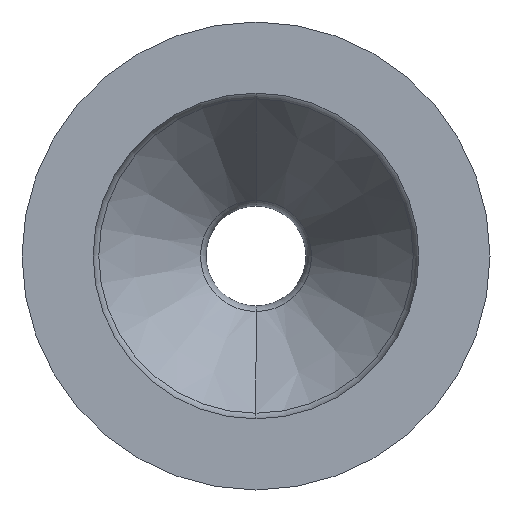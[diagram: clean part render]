
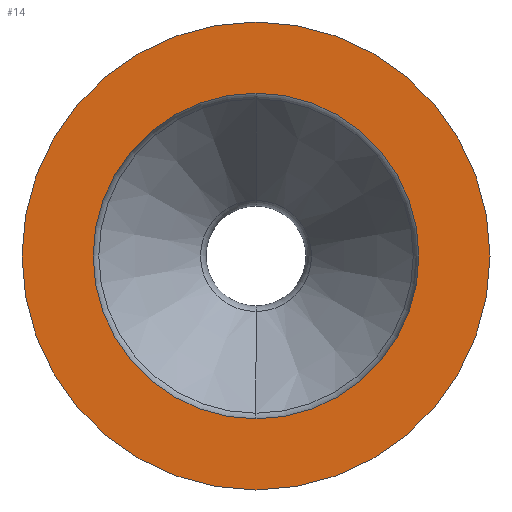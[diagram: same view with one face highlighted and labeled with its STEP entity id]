
A CAD part, left-side view. The second image highlights one B-rep face of the part: STEP entity #14.
In plain terms, the highlighted planar face has unit normal (-1, 0, 0).
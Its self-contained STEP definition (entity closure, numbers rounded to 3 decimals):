
#14 = ADVANCED_FACE ( 'NONE', ( #162, #175 ), #656, .F. ) ;
#59 = EDGE_CURVE ( 'NONE', #855, #680, #138, .T. ) ;
#64 = DIRECTION ( 'NONE',  ( 0., 0., 1. ) ) ;
#71 = DIRECTION ( 'NONE',  ( -1., 0., 0. ) ) ;
#72 = CIRCLE ( 'NONE', #523, 26.1 ) ;
#79 = CARTESIAN_POINT ( 'NONE',  ( 0., 0., 0. ) ) ;
#81 = CARTESIAN_POINT ( 'NONE',  ( 0., 0., -37.5 ) ) ;
#138 = CIRCLE ( 'NONE', #737, 37.5 ) ;
#151 = AXIS2_PLACEMENT_3D ( 'NONE', #79, #71, #64 ) ;
#162 = FACE_BOUND ( 'NONE', #297, .T. ) ;
#175 = FACE_OUTER_BOUND ( 'NONE', #258, .T. ) ;
#200 = CARTESIAN_POINT ( 'NONE',  ( 0., 0., 26.1 ) ) ;
#244 = CARTESIAN_POINT ( 'NONE',  ( 0., 0., -26.1 ) ) ;
#258 = EDGE_LOOP ( 'NONE', ( #588, #589 ) ) ;
#270 = DIRECTION ( 'NONE',  ( 0., 0., 1. ) ) ;
#272 = DIRECTION ( 'NONE',  ( -1., 0., 0. ) ) ;
#280 = CARTESIAN_POINT ( 'NONE',  ( 0., 0., 0. ) ) ;
#297 = EDGE_LOOP ( 'NONE', ( #582, #586 ) ) ;
#311 = CARTESIAN_POINT ( 'NONE',  ( 0., 0., 37.5 ) ) ;
#354 = EDGE_CURVE ( 'NONE', #801, #817, #72, .T. ) ;
#379 = DIRECTION ( 'NONE',  ( 0., 0., 1. ) ) ;
#414 = CARTESIAN_POINT ( 'NONE',  ( 0., 0., 0. ) ) ;
#448 = DIRECTION ( 'NONE',  ( -1., 0., 0. ) ) ;
#523 = AXIS2_PLACEMENT_3D ( 'NONE', #718, #717, #715 ) ;
#529 = CIRCLE ( 'NONE', #789, 37.5 ) ;
#582 = ORIENTED_EDGE ( 'NONE', *, *, #840, .F. ) ;
#586 = ORIENTED_EDGE ( 'NONE', *, *, #354, .F. ) ;
#588 = ORIENTED_EDGE ( 'NONE', *, *, #932, .T. ) ;
#589 = ORIENTED_EDGE ( 'NONE', *, *, #59, .T. ) ;
#656 = PLANE ( 'NONE',  #759 ) ;
#680 = VERTEX_POINT ( 'NONE', #311 ) ;
#695 = CIRCLE ( 'NONE', #151, 26.1 ) ;
#701 = DIRECTION ( 'NONE',  ( 0., 0., -1. ) ) ;
#702 = DIRECTION ( 'NONE',  ( 1., 0., 0. ) ) ;
#715 = DIRECTION ( 'NONE',  ( 0., 0., 1. ) ) ;
#717 = DIRECTION ( 'NONE',  ( -1., 0., 0. ) ) ;
#718 = CARTESIAN_POINT ( 'NONE',  ( 0., 0., 0. ) ) ;
#735 = CARTESIAN_POINT ( 'NONE',  ( 0., 26.1, 0. ) ) ;
#737 = AXIS2_PLACEMENT_3D ( 'NONE', #414, #448, #379 ) ;
#759 = AXIS2_PLACEMENT_3D ( 'NONE', #735, #702, #701 ) ;
#789 = AXIS2_PLACEMENT_3D ( 'NONE', #280, #272, #270 ) ;
#801 = VERTEX_POINT ( 'NONE', #244 ) ;
#817 = VERTEX_POINT ( 'NONE', #200 ) ;
#840 = EDGE_CURVE ( 'NONE', #817, #801, #695, .T. ) ;
#855 = VERTEX_POINT ( 'NONE', #81 ) ;
#932 = EDGE_CURVE ( 'NONE', #680, #855, #529, .T. ) ;
